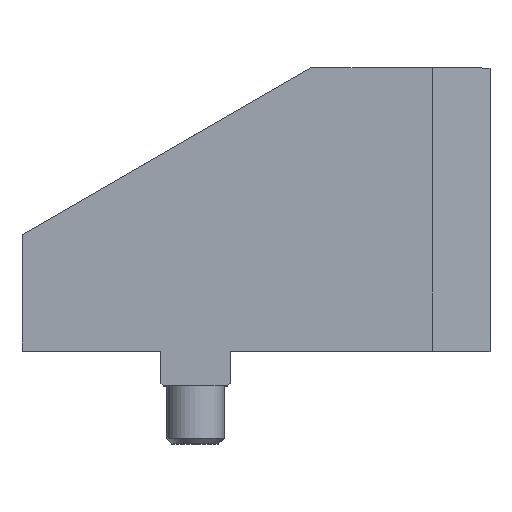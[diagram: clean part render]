
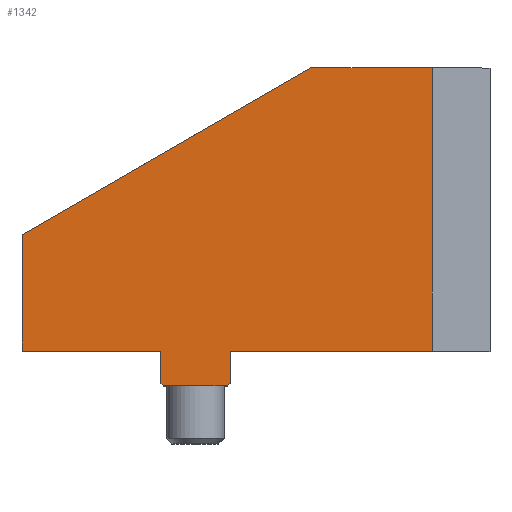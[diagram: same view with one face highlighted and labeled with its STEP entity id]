
A CAD part, top view. The second image highlights one B-rep face of the part: STEP entity #1342.
In plain terms, the highlighted planar face has unit normal (0, 0, 1).
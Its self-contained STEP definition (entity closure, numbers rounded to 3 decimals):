
#70=LINE('',#2064,#199);
#82=LINE('',#2092,#211);
#83=LINE('',#2094,#212);
#84=LINE('',#2096,#213);
#85=LINE('',#2098,#214);
#86=LINE('',#2100,#215);
#87=LINE('',#2102,#216);
#88=LINE('',#2104,#217);
#89=LINE('',#2106,#218);
#90=LINE('',#2108,#219);
#91=LINE('',#2109,#220);
#199=VECTOR('',#1669,10.);
#211=VECTOR('',#1689,10.);
#212=VECTOR('',#1690,10.);
#213=VECTOR('',#1691,10.);
#214=VECTOR('',#1692,10.);
#215=VECTOR('',#1693,10.);
#216=VECTOR('',#1694,10.);
#217=VECTOR('',#1695,10.);
#218=VECTOR('',#1696,10.);
#219=VECTOR('',#1697,10.);
#220=VECTOR('',#1698,10.);
#351=FACE_OUTER_BOUND('',#430,.T.);
#430=EDGE_LOOP('',(#975,#976,#977,#978,#979,#980,#981,#982,#983,#984,#985));
#565=VERTEX_POINT('',#2061);
#566=VERTEX_POINT('',#2063);
#578=VERTEX_POINT('',#2091);
#579=VERTEX_POINT('',#2093);
#580=VERTEX_POINT('',#2095);
#581=VERTEX_POINT('',#2097);
#582=VERTEX_POINT('',#2099);
#583=VERTEX_POINT('',#2101);
#584=VERTEX_POINT('',#2103);
#585=VERTEX_POINT('',#2105);
#586=VERTEX_POINT('',#2107);
#709=EDGE_CURVE('',#566,#565,#70,.T.);
#723=EDGE_CURVE('',#578,#565,#82,.T.);
#724=EDGE_CURVE('',#579,#578,#83,.T.);
#725=EDGE_CURVE('',#580,#579,#84,.T.);
#726=EDGE_CURVE('',#581,#580,#85,.T.);
#727=EDGE_CURVE('',#582,#581,#86,.T.);
#728=EDGE_CURVE('',#583,#582,#87,.T.);
#729=EDGE_CURVE('',#584,#583,#88,.T.);
#730=EDGE_CURVE('',#585,#584,#89,.T.);
#731=EDGE_CURVE('',#586,#585,#90,.T.);
#732=EDGE_CURVE('',#566,#586,#91,.T.);
#975=ORIENTED_EDGE('',*,*,#709,.T.);
#976=ORIENTED_EDGE('',*,*,#723,.F.);
#977=ORIENTED_EDGE('',*,*,#724,.F.);
#978=ORIENTED_EDGE('',*,*,#725,.F.);
#979=ORIENTED_EDGE('',*,*,#726,.F.);
#980=ORIENTED_EDGE('',*,*,#727,.F.);
#981=ORIENTED_EDGE('',*,*,#728,.F.);
#982=ORIENTED_EDGE('',*,*,#729,.F.);
#983=ORIENTED_EDGE('',*,*,#730,.F.);
#984=ORIENTED_EDGE('',*,*,#731,.F.);
#985=ORIENTED_EDGE('',*,*,#732,.F.);
#1204=PLANE('',#1466);
#1342=ADVANCED_FACE('',(#351),#1204,.F.);
#1466=AXIS2_PLACEMENT_3D('',#2090,#1687,#1688);
#1669=DIRECTION('',(-0.866,-0.5,0.));
#1687=DIRECTION('center_axis',(0.,0.,-1.));
#1688=DIRECTION('ref_axis',(-1.,0.,0.));
#1689=DIRECTION('',(0.,1.,0.));
#1690=DIRECTION('',(-1.,0.,0.));
#1691=DIRECTION('',(0.,1.,0.));
#1692=DIRECTION('',(-0.707,0.707,0.));
#1693=DIRECTION('',(-1.,0.,0.));
#1694=DIRECTION('',(-0.707,-0.707,0.));
#1695=DIRECTION('',(0.,-1.,0.));
#1696=DIRECTION('',(-1.,0.,0.));
#1697=DIRECTION('',(0.,-1.,0.));
#1698=DIRECTION('',(1.,0.,0.));
#2061=CARTESIAN_POINT('',(0.,20.132,82.));
#2063=CARTESIAN_POINT('',(50.,49.,82.));
#2064=CARTESIAN_POINT('',(20.858,32.175,82.));
#2090=CARTESIAN_POINT('Origin',(0.,1.,82.));
#2091=CARTESIAN_POINT('',(0.,0.,82.));
#2092=CARTESIAN_POINT('',(0.,0.5,82.));
#2093=CARTESIAN_POINT('',(24.,0.,82.));
#2094=CARTESIAN_POINT('',(12.,0.,82.));
#2095=CARTESIAN_POINT('',(24.,-5.5,82.));
#2096=CARTESIAN_POINT('',(24.,-2.5,82.));
#2097=CARTESIAN_POINT('',(24.5,-6.,82.));
#2098=CARTESIAN_POINT('',(16.5,2.,82.));
#2099=CARTESIAN_POINT('',(35.5,-6.,82.));
#2100=CARTESIAN_POINT('',(18.,-6.,82.));
#2101=CARTESIAN_POINT('',(36.,-5.5,82.));
#2102=CARTESIAN_POINT('',(28.5,-13.,82.));
#2103=CARTESIAN_POINT('',(36.,0.,82.));
#2104=CARTESIAN_POINT('',(36.,0.5,82.));
#2105=CARTESIAN_POINT('',(71.,0.,82.));
#2106=CARTESIAN_POINT('',(40.5,0.,82.));
#2107=CARTESIAN_POINT('',(71.,49.,82.));
#2108=CARTESIAN_POINT('',(71.,25.,82.));
#2109=CARTESIAN_POINT('',(40.5,49.,82.));
